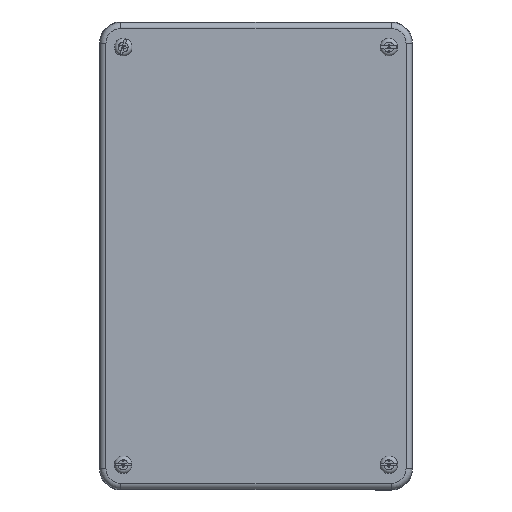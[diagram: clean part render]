
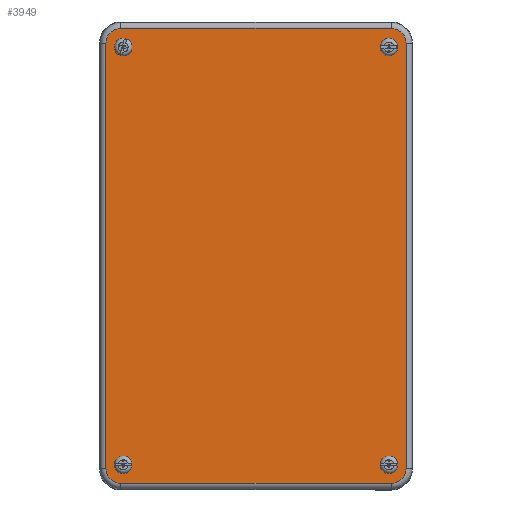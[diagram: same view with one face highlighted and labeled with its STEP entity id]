
A CAD part, top view. The second image highlights one B-rep face of the part: STEP entity #3949.
In plain terms, the highlighted face is planar.
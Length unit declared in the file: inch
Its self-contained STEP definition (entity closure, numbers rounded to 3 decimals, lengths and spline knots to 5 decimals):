
#224=LINE($,#6840,#436);
#226=LINE($,#6860,#438);
#229=LINE($,#6867,#441);
#231=LINE($,#6882,#443);
#436=VECTOR($,#5308,5.7235);
#438=VECTOR($,#5332,9.);
#441=VECTOR($,#5339,9.);
#443=VECTOR($,#5359,5.7235);
#678=PLANE($,#4381);
#781=FACE_BOUND($,#1279,.T.);
#782=FACE_BOUND($,#1280,.T.);
#783=FACE_BOUND($,#1281,.T.);
#784=FACE_BOUND($,#1282,.T.);
#951=FACE_OUTER_BOUND($,#1278,.T.);
#1278=EDGE_LOOP($,(#3180,#3181,#3182,#3183,#3184,#3185,#3186,#3187));
#1279=EDGE_LOOP($,(#3188));
#1280=EDGE_LOOP($,(#3189));
#1281=EDGE_LOOP($,(#3190));
#1282=EDGE_LOOP($,(#3191));
#1559=CIRCLE($,#4356,0.31679);
#1563=CIRCLE($,#4361,0.31679);
#1567=CIRCLE($,#4368,0.31679);
#1571=CIRCLE($,#4373,0.31679);
#1574=CIRCLE($,#4382,0.125);
#1575=CIRCLE($,#4383,0.125);
#1576=CIRCLE($,#4384,0.125);
#1577=CIRCLE($,#4385,0.125);
#1893=VERTEX_POINT($,#6837);
#1894=VERTEX_POINT($,#6839);
#1897=VERTEX_POINT($,#6846);
#1898=VERTEX_POINT($,#6851);
#1901=VERTEX_POINT($,#6858);
#1902=VERTEX_POINT($,#6863);
#1905=VERTEX_POINT($,#6870);
#1906=VERTEX_POINT($,#6875);
#1913=VERTEX_POINT($,#6902);
#1914=VERTEX_POINT($,#6904);
#1915=VERTEX_POINT($,#6906);
#1916=VERTEX_POINT($,#6908);
#2337=EDGE_CURVE($,#1893,#1894,#224,.T.);
#2341=EDGE_CURVE($,#1897,#1893,#1559,.T.);
#2345=EDGE_CURVE($,#1894,#1898,#1563,.T.);
#2347=EDGE_CURVE($,#1901,#1897,#226,.T.);
#2351=EDGE_CURVE($,#1898,#1902,#229,.T.);
#2353=EDGE_CURVE($,#1905,#1901,#1567,.T.);
#2357=EDGE_CURVE($,#1902,#1906,#1571,.T.);
#2359=EDGE_CURVE($,#1906,#1905,#231,.T.);
#2369=EDGE_CURVE($,#1913,#1913,#1574,.T.);
#2370=EDGE_CURVE($,#1914,#1914,#1575,.T.);
#2371=EDGE_CURVE($,#1915,#1915,#1576,.T.);
#2372=EDGE_CURVE($,#1916,#1916,#1577,.T.);
#3180=ORIENTED_EDGE($,*,*,#2337,.F.);
#3181=ORIENTED_EDGE($,*,*,#2341,.F.);
#3182=ORIENTED_EDGE($,*,*,#2347,.F.);
#3183=ORIENTED_EDGE($,*,*,#2353,.F.);
#3184=ORIENTED_EDGE($,*,*,#2359,.F.);
#3185=ORIENTED_EDGE($,*,*,#2357,.F.);
#3186=ORIENTED_EDGE($,*,*,#2351,.F.);
#3187=ORIENTED_EDGE($,*,*,#2345,.F.);
#3188=ORIENTED_EDGE($,*,*,#2369,.T.);
#3189=ORIENTED_EDGE($,*,*,#2370,.T.);
#3190=ORIENTED_EDGE($,*,*,#2371,.T.);
#3191=ORIENTED_EDGE($,*,*,#2372,.T.);
#3949=ADVANCED_FACE($,(#951,#781,#782,#783,#784),#678,.T.);
#4356=AXIS2_PLACEMENT_3D($,#6848,#5316,#5317);
#4361=AXIS2_PLACEMENT_3D($,#6855,#5326,#5327);
#4368=AXIS2_PLACEMENT_3D($,#6872,#5344,#5345);
#4373=AXIS2_PLACEMENT_3D($,#6879,#5354,#5355);
#4381=AXIS2_PLACEMENT_3D($,#6901,#5379,#5380);
#4382=AXIS2_PLACEMENT_3D($,#6903,#5381,#5382);
#4383=AXIS2_PLACEMENT_3D($,#6905,#5383,#5384);
#4384=AXIS2_PLACEMENT_3D($,#6907,#5385,#5386);
#4385=AXIS2_PLACEMENT_3D($,#6909,#5387,#5388);
#5308=DIRECTION($,(-1.,0.,0.));
#5316=DIRECTION('center_axis',(0.,-1.,0.));
#5317=DIRECTION('ref_axis',(0.707,0.,0.707));
#5326=DIRECTION('center_axis',(0.,-1.,0.));
#5327=DIRECTION('ref_axis',(-0.707,0.,0.707));
#5332=DIRECTION($,(0.,0.,1.));
#5339=DIRECTION($,(0.,0.,-1.));
#5344=DIRECTION('center_axis',(0.,-1.,0.));
#5345=DIRECTION('ref_axis',(0.707,0.,-0.707));
#5354=DIRECTION('center_axis',(0.,-1.,0.));
#5355=DIRECTION('ref_axis',(-0.707,0.,-0.707));
#5359=DIRECTION($,(1.,0.,0.));
#5379=DIRECTION('center_axis',(0.,1.,0.));
#5380=DIRECTION('ref_axis',(0.,0.,1.));
#5381=DIRECTION('center_axis',(0.,-1.,0.));
#5382=DIRECTION('ref_axis',(1.,0.,0.));
#5383=DIRECTION('center_axis',(0.,-1.,0.));
#5384=DIRECTION('ref_axis',(1.,0.,0.));
#5385=DIRECTION('center_axis',(0.,-1.,0.));
#5386=DIRECTION('ref_axis',(1.,0.,0.));
#5387=DIRECTION('center_axis',(0.,-1.,0.));
#5388=DIRECTION('ref_axis',(1.,0.,0.));
#6837=CARTESIAN_POINT('',(2.86175,0.,4.81679));
#6839=CARTESIAN_POINT('',(-2.86175,0.,4.81679));
#6840=CARTESIAN_POINT($,(2.86175,0.,4.81679));
#6846=CARTESIAN_POINT('',(3.17854,0.,4.5));
#6848=CARTESIAN_POINT('Origin',(2.86175,0.,4.5));
#6851=CARTESIAN_POINT('',(-3.17854,0.,4.5));
#6855=CARTESIAN_POINT('Origin',(-2.86175,0.,4.5));
#6858=CARTESIAN_POINT('',(3.17854,0.,-4.5));
#6860=CARTESIAN_POINT($,(3.17854,0.,-4.5));
#6863=CARTESIAN_POINT('',(-3.17854,0.,-4.5));
#6867=CARTESIAN_POINT($,(-3.17854,0.,4.5));
#6870=CARTESIAN_POINT('',(2.86175,0.,-4.81679));
#6872=CARTESIAN_POINT('Origin',(2.86175,0.,-4.5));
#6875=CARTESIAN_POINT('',(-2.86175,0.,-4.81679));
#6879=CARTESIAN_POINT('Origin',(-2.86175,0.,-4.5));
#6882=CARTESIAN_POINT($,(-2.86175,0.,-4.81679));
#6901=CARTESIAN_POINT('Origin',(0.,0.,0.));
#6902=CARTESIAN_POINT('',(-2.6875,0.,-4.42188));
#6903=CARTESIAN_POINT('Origin',(-2.8125,0.,-4.42188));
#6904=CARTESIAN_POINT('',(2.9375,0.,-4.42188));
#6905=CARTESIAN_POINT('Origin',(2.8125,0.,-4.42188));
#6906=CARTESIAN_POINT('',(2.9375,0.,4.42188));
#6907=CARTESIAN_POINT('Origin',(2.8125,0.,4.42188));
#6908=CARTESIAN_POINT('',(-2.6875,0.,4.42188));
#6909=CARTESIAN_POINT('Origin',(-2.8125,0.,4.42188));
